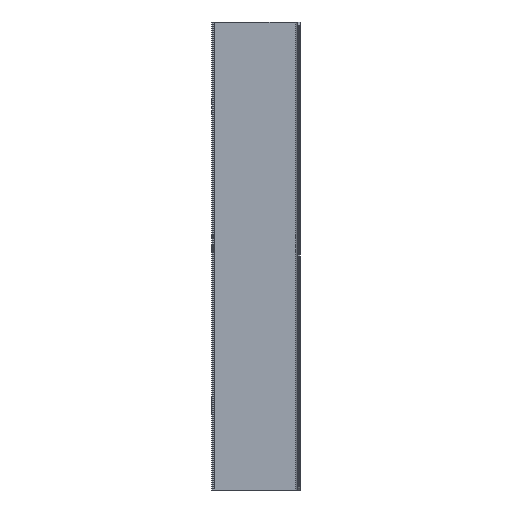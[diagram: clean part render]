
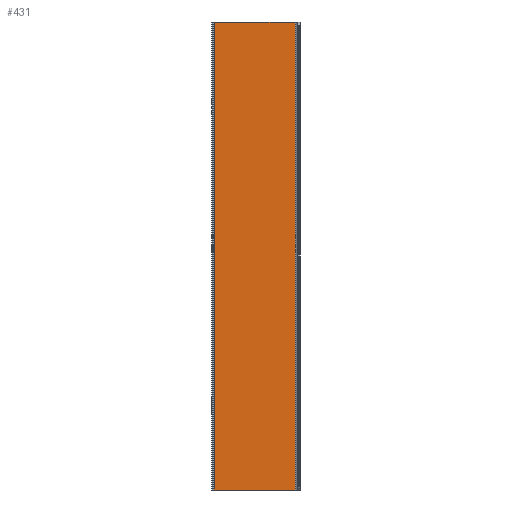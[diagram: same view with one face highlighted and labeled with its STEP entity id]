
A CAD part, front view. The second image highlights one B-rep face of the part: STEP entity #431.
In plain terms, the highlighted planar face has unit normal (0, -1, 0).
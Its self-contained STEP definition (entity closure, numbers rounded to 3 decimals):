
#28=PLANE('',#494);
#49=FACE_OUTER_BOUND('',#74,.T.);
#74=EDGE_LOOP('',(#380,#381,#382,#383));
#110=LINE('',#691,#147);
#116=LINE('',#705,#153);
#119=LINE('',#714,#156);
#134=LINE('',#761,#171);
#147=VECTOR('',#532,10.);
#153=VECTOR('',#548,10.);
#156=VECTOR('',#557,10.);
#171=VECTOR('',#612,10.);
#199=VERTEX_POINT('',#688);
#200=VERTEX_POINT('',#690);
#203=VERTEX_POINT('',#703);
#206=VERTEX_POINT('',#713);
#240=EDGE_CURVE('',#199,#200,#110,.T.);
#248=EDGE_CURVE('',#200,#203,#116,.T.);
#252=EDGE_CURVE('',#203,#206,#119,.T.);
#276=EDGE_CURVE('',#206,#199,#134,.T.);
#380=ORIENTED_EDGE('',*,*,#248,.F.);
#381=ORIENTED_EDGE('',*,*,#240,.F.);
#382=ORIENTED_EDGE('',*,*,#276,.F.);
#383=ORIENTED_EDGE('',*,*,#252,.F.);
#431=ADVANCED_FACE('',(#49),#28,.T.);
#494=AXIS2_PLACEMENT_3D('',#760,#610,#611);
#532=DIRECTION('',(1.,0.,0.));
#548=DIRECTION('',(0.,0.,-1.));
#557=DIRECTION('',(-1.,0.,0.));
#610=DIRECTION('center_axis',(0.,-1.,0.));
#611=DIRECTION('ref_axis',(1.,0.,0.));
#612=DIRECTION('',(0.,0.,1.));
#688=CARTESIAN_POINT('',(2.11,24.198,200.));
#690=CARTESIAN_POINT('',(36.71,24.198,200.));
#691=CARTESIAN_POINT('',(37.71,24.198,200.));
#703=CARTESIAN_POINT('',(36.71,24.198,0.));
#705=CARTESIAN_POINT('',(36.71,24.198,0.));
#713=CARTESIAN_POINT('',(2.11,24.198,0.));
#714=CARTESIAN_POINT('',(37.71,24.198,0.));
#760=CARTESIAN_POINT('Origin',(2.11,24.198,0.));
#761=CARTESIAN_POINT('',(2.11,24.198,0.));
